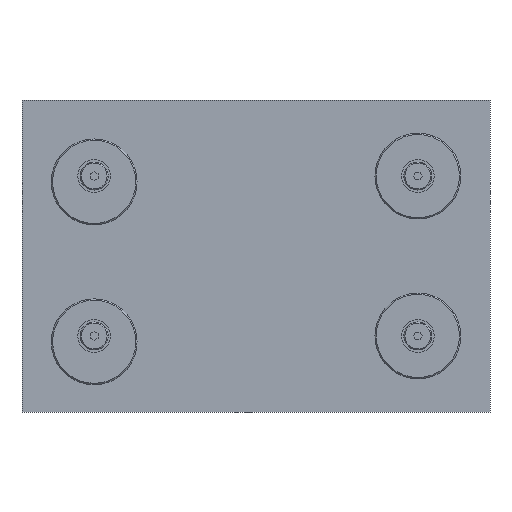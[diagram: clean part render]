
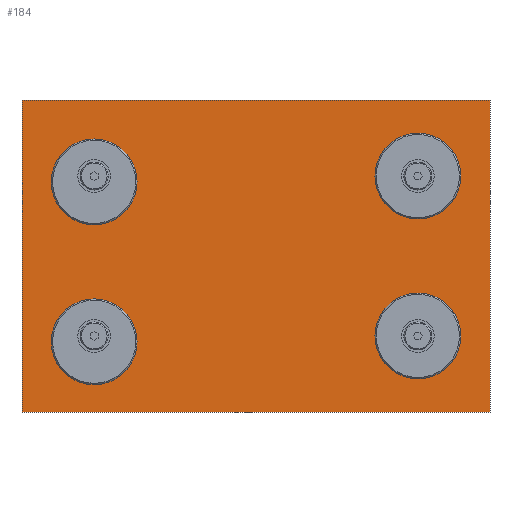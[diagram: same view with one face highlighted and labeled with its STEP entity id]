
A CAD part, front view. The second image highlights one B-rep face of the part: STEP entity #184.
In plain terms, the highlighted planar face has unit normal (0, -1, 0).
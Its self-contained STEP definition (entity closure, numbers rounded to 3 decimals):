
#184=ADVANCED_FACE('',(#547,#548,#549,#550,#551),#552,.F.);
#547=FACE_BOUND('',#1079,.T.);
#548=FACE_BOUND('',#1080,.T.);
#549=FACE_OUTER_BOUND('',#1081,.T.);
#550=FACE_BOUND('',#1082,.T.);
#551=FACE_BOUND('',#1083,.T.);
#552=PLANE('',#1084);
#1079=EDGE_LOOP('',(#2157,#2158));
#1080=EDGE_LOOP('',(#2159,#2160));
#1081=EDGE_LOOP('',(#2161,#2162,#2163,#2164));
#1082=EDGE_LOOP('',(#2165,#2166));
#1083=EDGE_LOOP('',(#2167,#2168));
#1084=AXIS2_PLACEMENT_3D('',#2169,#2170,#2171);
#2157=ORIENTED_EDGE('',*,*,#3311,.T.);
#2158=ORIENTED_EDGE('',*,*,#3489,.T.);
#2159=ORIENTED_EDGE('',*,*,#3199,.T.);
#2160=ORIENTED_EDGE('',*,*,#3490,.T.);
#2161=ORIENTED_EDGE('',*,*,#3491,.T.);
#2162=ORIENTED_EDGE('',*,*,#3492,.F.);
#2163=ORIENTED_EDGE('',*,*,#3493,.F.);
#2164=ORIENTED_EDGE('',*,*,#3494,.F.);
#2165=ORIENTED_EDGE('',*,*,#3255,.T.);
#2166=ORIENTED_EDGE('',*,*,#3495,.T.);
#2167=ORIENTED_EDGE('',*,*,#3368,.T.);
#2168=ORIENTED_EDGE('',*,*,#3488,.T.);
#2169=CARTESIAN_POINT('',(0.0,-10.0,40.0));
#2170=DIRECTION('',(0.0,1.0,0.0));
#2171=DIRECTION('',(0.0,0.0,1.0));
#3199=EDGE_CURVE('',#3741,#3745,#3747,.T.);
#3255=EDGE_CURVE('',#3845,#3849,#3851,.T.);
#3311=EDGE_CURVE('',#3949,#3953,#3955,.T.);
#3368=EDGE_CURVE('',#4056,#4060,#4062,.T.);
#3488=EDGE_CURVE('',#4060,#4056,#4254,.T.);
#3489=EDGE_CURVE('',#3953,#3949,#4255,.T.);
#3490=EDGE_CURVE('',#3745,#3741,#4256,.T.);
#3491=EDGE_CURVE('',#4257,#4258,#4259,.T.);
#3492=EDGE_CURVE('',#4260,#4258,#4261,.T.);
#3493=EDGE_CURVE('',#4262,#4260,#4263,.T.);
#3494=EDGE_CURVE('',#4257,#4262,#4264,.T.);
#3495=EDGE_CURVE('',#3849,#3845,#4265,.T.);
#3741=VERTEX_POINT('',#4601);
#3745=VERTEX_POINT('',#4606);
#3747=CIRCLE('',#4609,5.596);
#3845=VERTEX_POINT('',#4757);
#3849=VERTEX_POINT('',#4762);
#3851=CIRCLE('',#4765,5.596);
#3949=VERTEX_POINT('',#4913);
#3953=VERTEX_POINT('',#4918);
#3955=CIRCLE('',#4921,5.596);
#4056=VERTEX_POINT('',#5072);
#4060=VERTEX_POINT('',#5077);
#4062=CIRCLE('',#5080,5.596);
#4254=CIRCLE('',#5462,5.596);
#4255=CIRCLE('',#5463,5.596);
#4256=CIRCLE('',#5464,5.596);
#4257=VERTEX_POINT('',#5465);
#4258=VERTEX_POINT('',#5466);
#4259=LINE('',#5467,#5468);
#4260=VERTEX_POINT('',#5469);
#4261=LINE('',#5470,#5471);
#4262=VERTEX_POINT('',#5472);
#4263=LINE('',#5473,#5474);
#4264=LINE('',#5475,#5476);
#4265=CIRCLE('',#5477,5.596);
#4601=CARTESIAN_POINT('',(47.096,-10.0,19.5));
#4606=CARTESIAN_POINT('',(35.904,-10.0,19.5));
#4609=AXIS2_PLACEMENT_3D('',#6237,#6238,#6239);
#4757=CARTESIAN_POINT('',(47.096,-10.0,60.5));
#4762=CARTESIAN_POINT('',(35.904,-10.0,60.5));
#4765=AXIS2_PLACEMENT_3D('',#6339,#6340,#6341);
#4913=CARTESIAN_POINT('',(-41.5,-10.0,12.404));
#4918=CARTESIAN_POINT('',(-41.5,-10.0,23.596));
#4921=AXIS2_PLACEMENT_3D('',#6441,#6442,#6443);
#5072=CARTESIAN_POINT('',(-41.5,-10.0,53.404));
#5077=CARTESIAN_POINT('',(-41.5,-10.0,64.596));
#5080=AXIS2_PLACEMENT_3D('',#6546,#6547,#6548);
#5462=AXIS2_PLACEMENT_3D('',#6754,#6755,#6756);
#5463=AXIS2_PLACEMENT_3D('',#6757,#6758,#6759);
#5464=AXIS2_PLACEMENT_3D('',#6760,#6761,#6762);
#5465=CARTESIAN_POINT('',(-60.0,-10.0,80.0));
#5466=CARTESIAN_POINT('',(-60.0,-10.0,0.0));
#5467=CARTESIAN_POINT('',(-60.0,-10.0,40.0));
#5468=VECTOR('',#6763,1.0);
#5469=CARTESIAN_POINT('',(60.0,-10.0,0.0));
#5470=CARTESIAN_POINT('',(0.0,-10.0,0.0));
#5471=VECTOR('',#6764,1.0);
#5472=CARTESIAN_POINT('',(60.0,-10.0,80.0));
#5473=CARTESIAN_POINT('',(60.0,-10.0,40.0));
#5474=VECTOR('',#6765,1.0);
#5475=CARTESIAN_POINT('',(0.0,-10.0,80.0));
#5476=VECTOR('',#6766,1.0);
#5477=AXIS2_PLACEMENT_3D('',#6767,#6768,#6769);
#6237=CARTESIAN_POINT('',(41.5,-10.0,19.5));
#6238=DIRECTION('',(-0.0,1.0,0.0));
#6239=DIRECTION('',(1.0,0.0,0.0));
#6339=CARTESIAN_POINT('',(41.5,-10.0,60.5));
#6340=DIRECTION('',(-0.0,1.0,0.0));
#6341=DIRECTION('',(1.0,0.0,0.0));
#6441=CARTESIAN_POINT('',(-41.5,-10.0,18.0));
#6442=DIRECTION('',(0.0,1.0,0.0));
#6443=DIRECTION('',(0.,0.0,-1.0));
#6546=CARTESIAN_POINT('',(-41.5,-10.0,59.0));
#6547=DIRECTION('',(0.0,1.0,0.0));
#6548=DIRECTION('',(0.,0.0,-1.0));
#6754=CARTESIAN_POINT('',(-41.5,-10.0,59.0));
#6755=DIRECTION('',(0.0,1.0,0.0));
#6756=DIRECTION('',(0.,0.0,-1.0));
#6757=CARTESIAN_POINT('',(-41.5,-10.0,18.0));
#6758=DIRECTION('',(0.0,1.0,0.0));
#6759=DIRECTION('',(0.,0.0,-1.0));
#6760=CARTESIAN_POINT('',(41.5,-10.0,19.5));
#6761=DIRECTION('',(-0.0,1.0,0.0));
#6762=DIRECTION('',(1.0,0.0,0.0));
#6763=DIRECTION('',(0.0,0.0,-1.0));
#6764=DIRECTION('',(-1.0,0.0,0.0));
#6765=DIRECTION('',(0.0,0.0,-1.0));
#6766=DIRECTION('',(1.0,0.0,0.0));
#6767=CARTESIAN_POINT('',(41.5,-10.0,60.5));
#6768=DIRECTION('',(-0.0,1.0,0.0));
#6769=DIRECTION('',(1.0,0.0,0.0));
